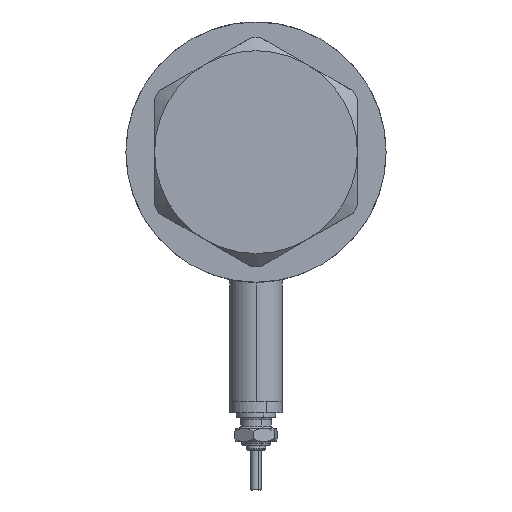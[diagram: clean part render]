
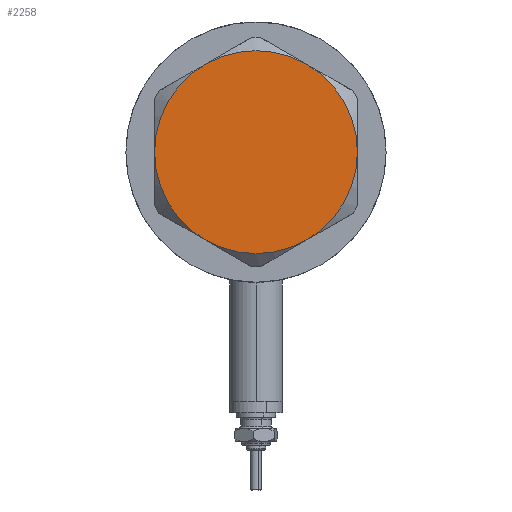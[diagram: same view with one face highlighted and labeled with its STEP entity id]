
A CAD part, left-side view. The second image highlights one B-rep face of the part: STEP entity #2258.
In plain terms, the highlighted face is planar.
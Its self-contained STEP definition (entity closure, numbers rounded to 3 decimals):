
#44 = VERTEX_POINT ( 'NONE', #2473 ) ;
#273 = ORIENTED_EDGE ( 'NONE', *, *, #4814, .T. ) ;
#288 = CARTESIAN_POINT ( 'NONE',  ( -11.5, -19.919, 13. ) ) ;
#323 = ORIENTED_EDGE ( 'NONE', *, *, #1295, .T. ) ;
#537 = DIRECTION ( 'NONE',  ( 1., 0., 0. ) ) ;
#564 = DIRECTION ( 'NONE',  ( 1., 0., 0. ) ) ;
#606 = EDGE_CURVE ( 'NONE', #2083, #3452, #3745, .T. ) ;
#876 = CARTESIAN_POINT ( 'NONE',  ( 0., 0., 13. ) ) ;
#921 = CARTESIAN_POINT ( 'NONE',  ( 0., 0., 13. ) ) ;
#949 = DIRECTION ( 'NONE',  ( 0., 0., 1. ) ) ;
#1064 = CARTESIAN_POINT ( 'NONE',  ( 0., 0., 13. ) ) ;
#1269 = DIRECTION ( 'NONE',  ( 0., 0., 1. ) ) ;
#1295 = EDGE_CURVE ( 'NONE', #2751, #4041, #5498, .T. ) ;
#1372 = AXIS2_PLACEMENT_3D ( 'NONE', #1064, #3741, #4595 ) ;
#1601 = CARTESIAN_POINT ( 'NONE',  ( 0., 0., 13. ) ) ;
#1745 = ORIENTED_EDGE ( 'NONE', *, *, #606, .T. ) ;
#1895 = CARTESIAN_POINT ( 'NONE',  ( 0., 0., 13. ) ) ;
#2083 = VERTEX_POINT ( 'NONE', #3170 ) ;
#2258 = ADVANCED_FACE ( 'NONE', ( #5195 ), #4618, .T. ) ;
#2335 = AXIS2_PLACEMENT_3D ( 'NONE', #876, #1269, #4995 ) ;
#2443 = CIRCLE ( 'NONE', #4151, 23. ) ;
#2453 = ORIENTED_EDGE ( 'NONE', *, *, #4353, .T. ) ;
#2473 = CARTESIAN_POINT ( 'NONE',  ( 11.5, -19.919, 13. ) ) ;
#2506 = ORIENTED_EDGE ( 'NONE', *, *, #3014, .T. ) ;
#2534 = AXIS2_PLACEMENT_3D ( 'NONE', #1895, #5664, #3729 ) ;
#2751 = VERTEX_POINT ( 'NONE', #5093 ) ;
#2846 = DIRECTION ( 'NONE',  ( 0., 0., 1. ) ) ;
#3014 = EDGE_CURVE ( 'NONE', #44, #2751, #3492, .T. ) ;
#3103 = CARTESIAN_POINT ( 'NONE',  ( 0., 0., 13. ) ) ;
#3115 = EDGE_CURVE ( 'NONE', #4041, #2083, #5515, .T. ) ;
#3170 = CARTESIAN_POINT ( 'NONE',  ( -11.5, 19.919, 13. ) ) ;
#3310 = CIRCLE ( 'NONE', #3576, 23. ) ;
#3426 = DIRECTION ( 'NONE',  ( 0., 0., 1. ) ) ;
#3452 = VERTEX_POINT ( 'NONE', #4775 ) ;
#3487 = AXIS2_PLACEMENT_3D ( 'NONE', #1601, #3426, #4945 ) ;
#3492 = CIRCLE ( 'NONE', #3487, 23. ) ;
#3576 = AXIS2_PLACEMENT_3D ( 'NONE', #3103, #2846, #564 ) ;
#3622 = ORIENTED_EDGE ( 'NONE', *, *, #3115, .T. ) ;
#3729 = DIRECTION ( 'NONE',  ( 1., 0., 0. ) ) ;
#3741 = DIRECTION ( 'NONE',  ( 0., 0., 1. ) ) ;
#3745 = CIRCLE ( 'NONE', #2335, 23. ) ;
#3847 = AXIS2_PLACEMENT_3D ( 'NONE', #5146, #4759, #4671 ) ;
#4041 = VERTEX_POINT ( 'NONE', #5055 ) ;
#4151 = AXIS2_PLACEMENT_3D ( 'NONE', #921, #949, #537 ) ;
#4353 = EDGE_CURVE ( 'NONE', #5424, #44, #3310, .T. ) ;
#4595 = DIRECTION ( 'NONE',  ( 1., 0., 0. ) ) ;
#4618 = PLANE ( 'NONE',  #1372 ) ;
#4671 = DIRECTION ( 'NONE',  ( 1., 0., 0. ) ) ;
#4759 = DIRECTION ( 'NONE',  ( 0., 0., 1. ) ) ;
#4775 = CARTESIAN_POINT ( 'NONE',  ( -23., 0., 13. ) ) ;
#4814 = EDGE_CURVE ( 'NONE', #3452, #5424, #2443, .T. ) ;
#4945 = DIRECTION ( 'NONE',  ( 1., 0., 0. ) ) ;
#4995 = DIRECTION ( 'NONE',  ( 1., 0., 0. ) ) ;
#5055 = CARTESIAN_POINT ( 'NONE',  ( 11.5, 19.919, 13. ) ) ;
#5093 = CARTESIAN_POINT ( 'NONE',  ( 23., 0., 13. ) ) ;
#5100 = EDGE_LOOP ( 'NONE', ( #2506, #323, #3622, #1745, #273, #2453 ) ) ;
#5146 = CARTESIAN_POINT ( 'NONE',  ( 0., 0., 13. ) ) ;
#5195 = FACE_OUTER_BOUND ( 'NONE', #5100, .T. ) ;
#5424 = VERTEX_POINT ( 'NONE', #288 ) ;
#5498 = CIRCLE ( 'NONE', #3847, 23. ) ;
#5515 = CIRCLE ( 'NONE', #2534, 23. ) ;
#5664 = DIRECTION ( 'NONE',  ( 0., 0., 1. ) ) ;
